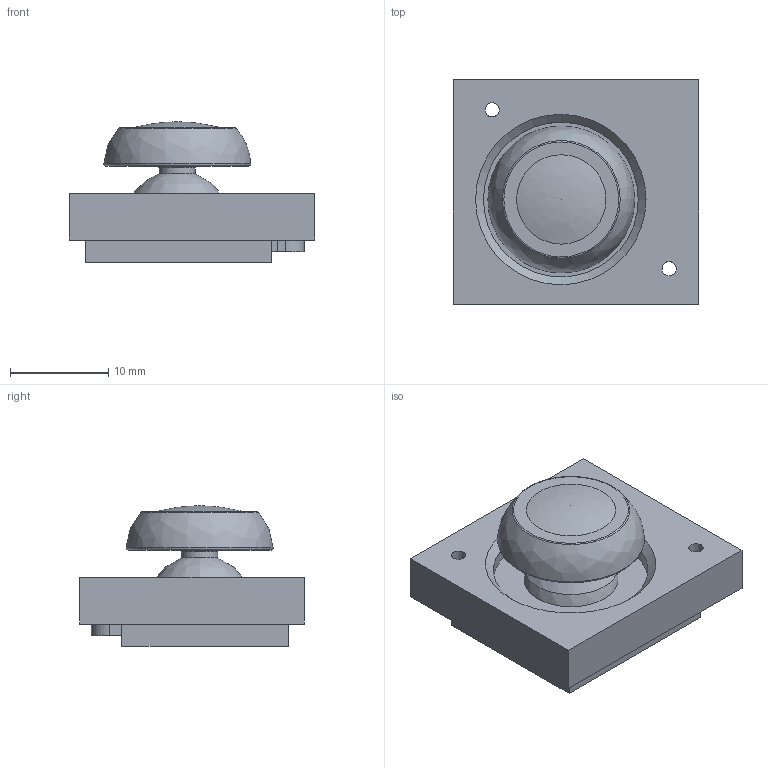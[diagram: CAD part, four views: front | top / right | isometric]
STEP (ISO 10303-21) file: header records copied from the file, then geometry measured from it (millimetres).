
FILE_DESCRIPTION(/* description */ (''),/* implementation_level */ '2;1');
FILE_NAME(/* name */ 'key-joystick-joycon-nintendo.step',/* time_stamp */ '2025-12-17T00:02:27+08:00',/* author */ (''),/* organization */ (''),/* preprocessor_version */ 'ST-DEVELOPER v20.1',/* originating_system */ 'Autodesk Translation Framework v14.21.0.0',/* authorisation */ '');
FILE_SCHEMA (('AUTOMOTIVE_DESIGN { 1 0 10303 214 3 1 1 }'));
Length unit declared in the file: millimetre
Products named in the file (3): switch-joustick-joycon-nintendo; Socket; Part
Assembly tree (2 placements, depth 2):
  switch-joustick-joycon-nintendo
    Socket
    Part
Bounding box: 25 x 22.9 x 14.3 mm (x, y, z)
Volume: 3840.5 mm3; surface area: 3131.2 mm2
Topology: 2 solids, 2 shells, 55 faces, 136 edges, 89 vertices
Faces by surface type: plane 37, cylinder 8, bspline 4, cone 3, torus 3
Full cylindrical faces by diameter (mm): 1.45 x2, 1.6 x2, 3.7 x1, 15.789 x1
Entity records: 1812 total; most frequent: CARTESIAN_POINT 396, DIRECTION 281, ORIENTED_EDGE 270, EDGE_CURVE 135, AXIS2_PLACEMENT_3D 94, LINE 93, VECTOR 93, VERTEX_POINT 89
